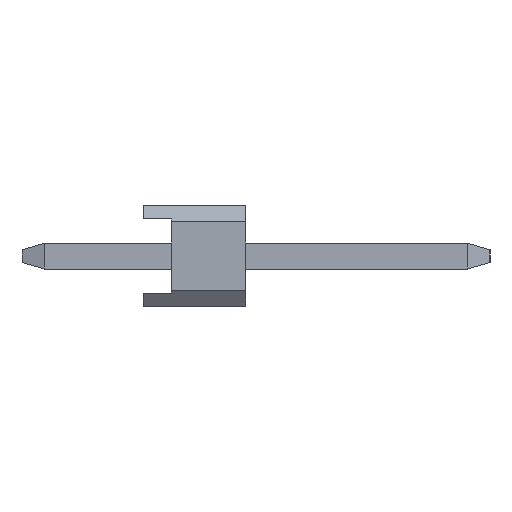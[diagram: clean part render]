
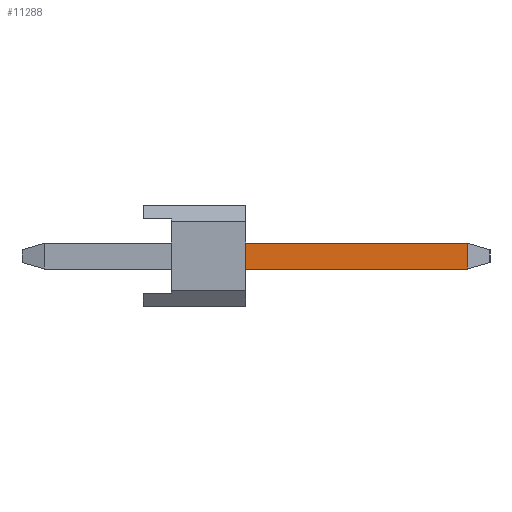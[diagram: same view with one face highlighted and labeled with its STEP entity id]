
A CAD part, left-side view. The second image highlights one B-rep face of the part: STEP entity #11288.
In plain terms, the highlighted planar face has unit normal (-1, 0, 0).
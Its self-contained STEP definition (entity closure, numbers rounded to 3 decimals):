
#4240=VERTEX_POINT('',#12267);
#4888=EDGE_CURVE('',#6816,#5204,#12982,.T.);
#5204=VERTEX_POINT('',#13332);
#6816=VERTEX_POINT('',#15139);
#7314=EDGE_CURVE('',#4240,#8014,#15687,.T.);
#7578=EDGE_CURVE('',#5204,#4240,#15965,.T.);
#8014=VERTEX_POINT('',#16432);
#11288=ADVANCED_FACE('',(#20064),#20065,.T.);
#11346=EDGE_CURVE('',#8014,#6816,#20129,.T.);
#12267=CARTESIAN_POINT('',(-32.07,-8.054,0.32));
#12982=LINE('',#22230,#22231);
#13332=CARTESIAN_POINT('',(-32.07,-2.54,0.32));
#15139=CARTESIAN_POINT('',(-32.07,-2.54,-0.32));
#15687=LINE('',#26125,#26126);
#15965=LINE('',#26543,#26544);
#16432=CARTESIAN_POINT('',(-32.07,-8.054,-0.32));
#20064=FACE_OUTER_BOUND('',#32459,.T.);
#20065=PLANE('',#32460);
#20129=LINE('',#32553,#32554);
#22230=CARTESIAN_POINT('',(-32.07,-2.54,0.252));
#22231=VECTOR('',#34552,1.0);
#26125=CARTESIAN_POINT('',(-32.07,-8.054,0.5));
#26126=VECTOR('',#37521,1.0);
#26543=CARTESIAN_POINT('',(-32.07,-2.8,0.32));
#26544=VECTOR('',#37703,1.0);
#32459=EDGE_LOOP('',(#41943,#41944,#41945,#41946));
#32460=AXIS2_PLACEMENT_3D('',#41947,#41948,#41949);
#32553=CARTESIAN_POINT('',(-32.07,2.454,-0.32));
#32554=VECTOR('',#42014,1.0);
#34552=DIRECTION('',(0.,0.,1.0));
#37521=DIRECTION('',(0.0,0.,-1.0));
#37703=DIRECTION('',(0.,-1.0,0.));
#41943=ORIENTED_EDGE('',*,*,#4888,.F.);
#41944=ORIENTED_EDGE('',*,*,#11346,.F.);
#41945=ORIENTED_EDGE('',*,*,#7314,.F.);
#41946=ORIENTED_EDGE('',*,*,#7578,.F.);
#41947=CARTESIAN_POINT('',(-32.07,2.454,0.5));
#41948=DIRECTION('',(-1.0,0.,0.));
#41949=DIRECTION('',(0.,1.0,0.));
#42014=DIRECTION('',(0.,1.0,0.));
